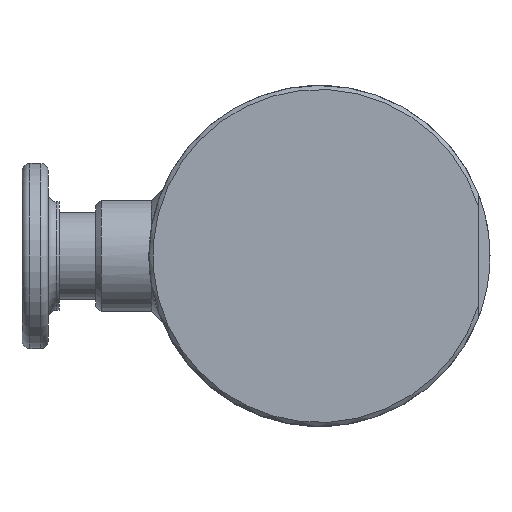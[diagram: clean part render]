
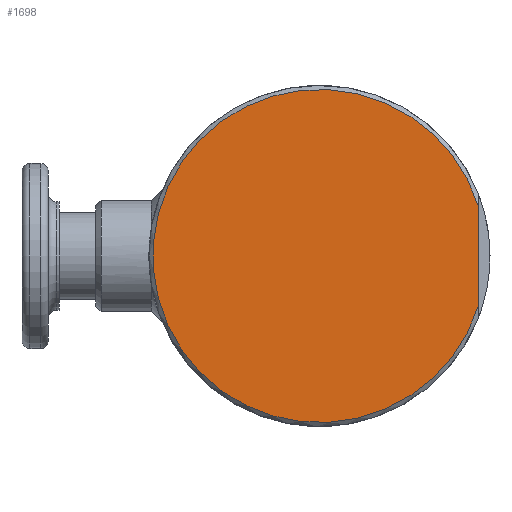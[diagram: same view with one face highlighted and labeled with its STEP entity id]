
A CAD part, left-side view. The second image highlights one B-rep face of the part: STEP entity #1698.
In plain terms, the highlighted planar face has unit normal (-1, 0, 0).
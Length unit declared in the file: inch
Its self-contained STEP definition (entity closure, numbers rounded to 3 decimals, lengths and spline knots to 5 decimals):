
#68=LINE($,#2572,#130);
#130=VECTOR($,#2027,0.38419);
#245=PLANE($,#1899);
#421=FACE_OUTER_BOUND($,#554,.T.);
#554=EDGE_LOOP($,(#1510,#1511));
#687=CIRCLE($,#1900,0.63);
#730=VERTEX_POINT($,#2567);
#731=VERTEX_POINT($,#2571);
#902=EDGE_CURVE($,#731,#730,#68,.T.);
#1086=EDGE_CURVE($,#731,#730,#687,.T.);
#1510=ORIENTED_EDGE($,*,*,#902,.T.);
#1511=ORIENTED_EDGE($,*,*,#1086,.F.);
#1698=ADVANCED_FACE($,(#421),#245,.T.);
#1899=AXIS2_PLACEMENT_3D($,#3081,#2351,#2352);
#1900=AXIS2_PLACEMENT_3D($,#3082,#2353,#2354);
#2027=DIRECTION($,(0.,0.,1.));
#2351=DIRECTION('center_axis',(-1.,0.,0.));
#2352=DIRECTION('ref_axis',(0.,0.,1.));
#2353=DIRECTION('center_axis',(1.,0.,0.));
#2354=DIRECTION('ref_axis',(0.,1.,0.));
#2567=CARTESIAN_POINT('',(0.,-0.6,0.19209));
#2571=CARTESIAN_POINT('',(0.,-0.6,-0.19209));
#2572=CARTESIAN_POINT($,(0.,-0.6,0.));
#3081=CARTESIAN_POINT('Origin',(0.,0.315,0.));
#3082=CARTESIAN_POINT('Origin',(0.,0.,0.));
